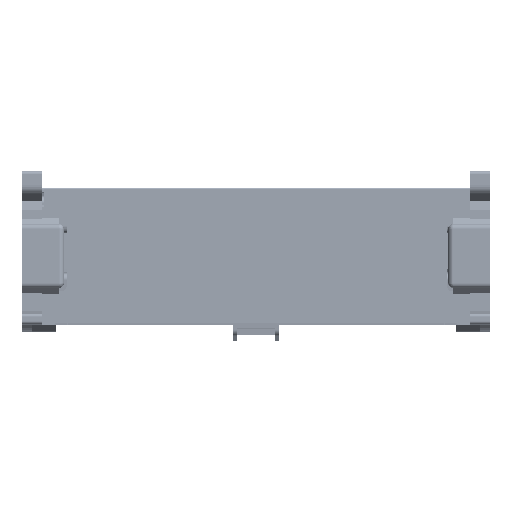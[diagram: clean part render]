
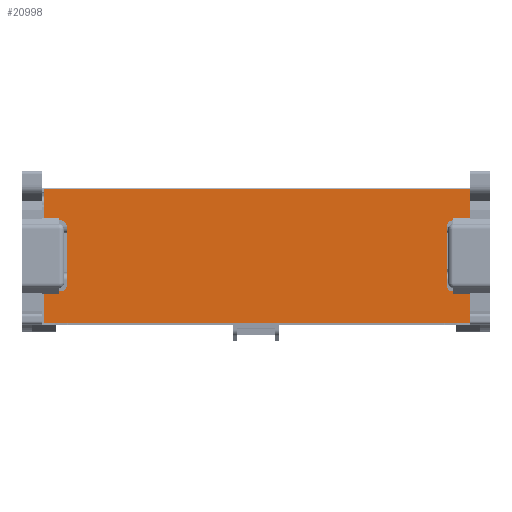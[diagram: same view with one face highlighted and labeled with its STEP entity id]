
A CAD part, front view. The second image highlights one B-rep face of the part: STEP entity #20998.
In plain terms, the highlighted face is planar.
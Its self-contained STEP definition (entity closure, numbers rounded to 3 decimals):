
#366 = EDGE_CURVE ( 'NONE', #28083, #33090, #6133, .T. ) ;
#466 = DIRECTION ( 'NONE',  ( 0., 0., -1. ) ) ;
#748 = AXIS2_PLACEMENT_3D ( 'NONE', #24307, #7458, #1902 ) ;
#774 = CARTESIAN_POINT ( 'NONE',  ( -62.5, 19.5, 0. ) ) ;
#1722 = PLANE ( 'NONE',  #748 ) ;
#1866 = VECTOR ( 'NONE', #2521, 1000. ) ;
#1902 = DIRECTION ( 'NONE',  ( 1., 0., 0. ) ) ;
#2179 = EDGE_CURVE ( 'NONE', #33979, #23994, #18961, .T. ) ;
#2488 = VERTEX_POINT ( 'NONE', #33206 ) ;
#2521 = DIRECTION ( 'NONE',  ( -1., 0., 0. ) ) ;
#2552 = VERTEX_POINT ( 'NONE', #2826 ) ;
#2777 = DIRECTION ( 'NONE',  ( 0., 0., -1. ) ) ;
#2826 = CARTESIAN_POINT ( 'NONE',  ( 62.5, -10.4, 0. ) ) ;
#3121 = DIRECTION ( 'NONE',  ( 0., 0., -1. ) ) ;
#3431 = LINE ( 'NONE', #15078, #25594 ) ;
#3592 = LINE ( 'NONE', #31594, #34572 ) ;
#3824 = CARTESIAN_POINT ( 'NONE',  ( -62.5, -10.4, 0. ) ) ;
#4273 = CARTESIAN_POINT ( 'NONE',  ( 62.5, -19.5, 0. ) ) ;
#4286 = LINE ( 'NONE', #35615, #23679 ) ;
#5028 = ORIENTED_EDGE ( 'NONE', *, *, #366, .F. ) ;
#5035 = LINE ( 'NONE', #19835, #15032 ) ;
#5171 = EDGE_CURVE ( 'NONE', #18955, #13671, #3592, .T. ) ;
#5202 = DIRECTION ( 'NONE',  ( 0., 1., 0. ) ) ;
#5626 = VECTOR ( 'NONE', #33256, 1000. ) ;
#5812 = EDGE_CURVE ( 'NONE', #35395, #21422, #3431, .T. ) ;
#5867 = DIRECTION ( 'NONE',  ( 0., -1., 0. ) ) ;
#5882 = CARTESIAN_POINT ( 'NONE',  ( -57.25, -8.9, 0. ) ) ;
#6133 = CIRCLE ( 'NONE', #30402, 1.5 ) ;
#6185 = VECTOR ( 'NONE', #27364, 1000. ) ;
#6462 = ORIENTED_EDGE ( 'NONE', *, *, #10213, .F. ) ;
#7458 = DIRECTION ( 'NONE',  ( 0., 0., 1. ) ) ;
#8133 = CARTESIAN_POINT ( 'NONE',  ( -55.75, 8.9, 0. ) ) ;
#8293 = VECTOR ( 'NONE', #23189, 1000. ) ;
#8680 = LINE ( 'NONE', #14410, #23335 ) ;
#9167 = AXIS2_PLACEMENT_3D ( 'NONE', #5882, #3121, #25721 ) ;
#10213 = EDGE_CURVE ( 'NONE', #36309, #2552, #5035, .T. ) ;
#10689 = DIRECTION ( 'NONE',  ( -1., 0., 0. ) ) ;
#10832 = EDGE_CURVE ( 'NONE', #16304, #24776, #12708, .T. ) ;
#11066 = CARTESIAN_POINT ( 'NONE',  ( -62.5, -19.5, 0. ) ) ;
#11279 = ORIENTED_EDGE ( 'NONE', *, *, #2179, .F. ) ;
#11371 = EDGE_CURVE ( 'NONE', #24776, #35395, #14939, .T. ) ;
#11551 = CARTESIAN_POINT ( 'NONE',  ( 55.75, 8.9, 0. ) ) ;
#11732 = DIRECTION ( 'NONE',  ( 0., -1., 0. ) ) ;
#12708 = CIRCLE ( 'NONE', #9167, 1.5 ) ;
#13671 = VERTEX_POINT ( 'NONE', #774 ) ;
#14410 = CARTESIAN_POINT ( 'NONE',  ( 62.5, 19.5, 0. ) ) ;
#14518 = CARTESIAN_POINT ( 'NONE',  ( 57.25, 8.9, 0. ) ) ;
#14939 = LINE ( 'NONE', #31480, #15081 ) ;
#15032 = VECTOR ( 'NONE', #5202, 1000. ) ;
#15047 = EDGE_CURVE ( 'NONE', #23994, #28776, #33344, .T. ) ;
#15078 = CARTESIAN_POINT ( 'NONE',  ( -62.5, -10.4, 0. ) ) ;
#15081 = VECTOR ( 'NONE', #28866, 1000. ) ;
#15562 = AXIS2_PLACEMENT_3D ( 'NONE', #14518, #466, #17482 ) ;
#15793 = ORIENTED_EDGE ( 'NONE', *, *, #25611, .F. ) ;
#15827 = ORIENTED_EDGE ( 'NONE', *, *, #10832, .F. ) ;
#16009 = CARTESIAN_POINT ( 'NONE',  ( 62.5, -10.4, 0. ) ) ;
#16074 = ORIENTED_EDGE ( 'NONE', *, *, #17674, .F. ) ;
#16304 = VERTEX_POINT ( 'NONE', #33882 ) ;
#16854 = EDGE_CURVE ( 'NONE', #21422, #36309, #4286, .T. ) ;
#16991 = CARTESIAN_POINT ( 'NONE',  ( 62.5, 19.5, 0. ) ) ;
#17370 = ORIENTED_EDGE ( 'NONE', *, *, #34394, .F. ) ;
#17482 = DIRECTION ( 'NONE',  ( -1., 0., 0. ) ) ;
#17674 = EDGE_CURVE ( 'NONE', #13671, #26046, #22537, .T. ) ;
#17702 = CARTESIAN_POINT ( 'NONE',  ( -57.25, -10.4, 0. ) ) ;
#18345 = DIRECTION ( 'NONE',  ( 1., 0., 0. ) ) ;
#18398 = VECTOR ( 'NONE', #25284, 1000. ) ;
#18488 = ORIENTED_EDGE ( 'NONE', *, *, #21454, .F. ) ;
#18955 = VERTEX_POINT ( 'NONE', #16991 ) ;
#18961 = LINE ( 'NONE', #21382, #5626 ) ;
#19353 = LINE ( 'NONE', #28080, #18398 ) ;
#19774 = ORIENTED_EDGE ( 'NONE', *, *, #16854, .F. ) ;
#19835 = CARTESIAN_POINT ( 'NONE',  ( 62.5, -10.4, 0. ) ) ;
#20014 = CARTESIAN_POINT ( 'NONE',  ( 62.5, 10.4, 0. ) ) ;
#20413 = CARTESIAN_POINT ( 'NONE',  ( -62.5, 10.4, 0. ) ) ;
#20998 = ADVANCED_FACE ( 'NONE', ( #35829 ), #1722, .F. ) ;
#21382 = CARTESIAN_POINT ( 'NONE',  ( 55.75, 8.9, 0. ) ) ;
#21422 = VERTEX_POINT ( 'NONE', #11066 ) ;
#21454 = EDGE_CURVE ( 'NONE', #2488, #33979, #31563, .T. ) ;
#21457 = CARTESIAN_POINT ( 'NONE',  ( -57.25, 8.9, 0. ) ) ;
#22338 = LINE ( 'NONE', #36472, #6185 ) ;
#22537 = LINE ( 'NONE', #31279, #28391 ) ;
#22741 = CARTESIAN_POINT ( 'NONE',  ( 57.25, 10.4, 0. ) ) ;
#22929 = EDGE_CURVE ( 'NONE', #28776, #32873, #22338, .T. ) ;
#23073 = ORIENTED_EDGE ( 'NONE', *, *, #22929, .F. ) ;
#23189 = DIRECTION ( 'NONE',  ( 1., 0., 0. ) ) ;
#23335 = VECTOR ( 'NONE', #25726, 1000. ) ;
#23679 = VECTOR ( 'NONE', #18345, 1000. ) ;
#23736 = CARTESIAN_POINT ( 'NONE',  ( -57.25, 10.4, 0. ) ) ;
#23882 = DIRECTION ( 'NONE',  ( 0., 0., -1. ) ) ;
#23994 = VERTEX_POINT ( 'NONE', #11551 ) ;
#24307 = CARTESIAN_POINT ( 'NONE',  ( -57.25, 8.9, 0. ) ) ;
#24484 = ORIENTED_EDGE ( 'NONE', *, *, #11371, .F. ) ;
#24776 = VERTEX_POINT ( 'NONE', #17702 ) ;
#24893 = EDGE_LOOP ( 'NONE', ( #16074, #26862, #17370, #23073, #35177, #11279, #18488, #33529, #6462, #19774, #29616, #24484, #15827, #32932, #5028, #15793 ) ) ;
#25284 = DIRECTION ( 'NONE',  ( 0., -1., 0. ) ) ;
#25594 = VECTOR ( 'NONE', #11732, 1000. ) ;
#25611 = EDGE_CURVE ( 'NONE', #26046, #28083, #34724, .T. ) ;
#25721 = DIRECTION ( 'NONE',  ( 1., 0., 0. ) ) ;
#25726 = DIRECTION ( 'NONE',  ( 0., 1., 0. ) ) ;
#26046 = VERTEX_POINT ( 'NONE', #32535 ) ;
#26183 = EDGE_CURVE ( 'NONE', #33090, #16304, #19353, .T. ) ;
#26303 = EDGE_CURVE ( 'NONE', #2552, #2488, #27875, .T. ) ;
#26862 = ORIENTED_EDGE ( 'NONE', *, *, #5171, .F. ) ;
#27364 = DIRECTION ( 'NONE',  ( 1., 0., 0. ) ) ;
#27875 = LINE ( 'NONE', #16009, #1866 ) ;
#28080 = CARTESIAN_POINT ( 'NONE',  ( -55.75, 8.9, 0. ) ) ;
#28083 = VERTEX_POINT ( 'NONE', #23736 ) ;
#28391 = VECTOR ( 'NONE', #5867, 1000. ) ;
#28776 = VERTEX_POINT ( 'NONE', #22741 ) ;
#28866 = DIRECTION ( 'NONE',  ( -1., 0., 0. ) ) ;
#29616 = ORIENTED_EDGE ( 'NONE', *, *, #5812, .F. ) ;
#30193 = CARTESIAN_POINT ( 'NONE',  ( 57.25, -8.9, 0. ) ) ;
#30402 = AXIS2_PLACEMENT_3D ( 'NONE', #21457, #23882, #35224 ) ;
#30615 = CARTESIAN_POINT ( 'NONE',  ( 55.75, -8.9, 0. ) ) ;
#31279 = CARTESIAN_POINT ( 'NONE',  ( -62.5, 19.5, 0. ) ) ;
#31407 = DIRECTION ( 'NONE',  ( -1., 0., 0. ) ) ;
#31480 = CARTESIAN_POINT ( 'NONE',  ( -62.5, -10.4, 0. ) ) ;
#31563 = CIRCLE ( 'NONE', #36297, 1.5 ) ;
#31594 = CARTESIAN_POINT ( 'NONE',  ( -62.5, 19.5, 0. ) ) ;
#32535 = CARTESIAN_POINT ( 'NONE',  ( -62.5, 10.4, 0. ) ) ;
#32873 = VERTEX_POINT ( 'NONE', #20014 ) ;
#32932 = ORIENTED_EDGE ( 'NONE', *, *, #26183, .F. ) ;
#33090 = VERTEX_POINT ( 'NONE', #8133 ) ;
#33206 = CARTESIAN_POINT ( 'NONE',  ( 57.25, -10.4, 0. ) ) ;
#33256 = DIRECTION ( 'NONE',  ( 0., 1., 0. ) ) ;
#33344 = CIRCLE ( 'NONE', #15562, 1.5 ) ;
#33529 = ORIENTED_EDGE ( 'NONE', *, *, #26303, .F. ) ;
#33882 = CARTESIAN_POINT ( 'NONE',  ( -55.75, -8.9, 0. ) ) ;
#33979 = VERTEX_POINT ( 'NONE', #30615 ) ;
#34394 = EDGE_CURVE ( 'NONE', #32873, #18955, #8680, .T. ) ;
#34572 = VECTOR ( 'NONE', #31407, 1000. ) ;
#34724 = LINE ( 'NONE', #20413, #8293 ) ;
#35177 = ORIENTED_EDGE ( 'NONE', *, *, #15047, .F. ) ;
#35224 = DIRECTION ( 'NONE',  ( 1., 0., 0. ) ) ;
#35395 = VERTEX_POINT ( 'NONE', #3824 ) ;
#35615 = CARTESIAN_POINT ( 'NONE',  ( -62.5, -19.5, 0. ) ) ;
#35829 = FACE_OUTER_BOUND ( 'NONE', #24893, .T. ) ;
#36297 = AXIS2_PLACEMENT_3D ( 'NONE', #30193, #2777, #10689 ) ;
#36309 = VERTEX_POINT ( 'NONE', #4273 ) ;
#36472 = CARTESIAN_POINT ( 'NONE',  ( 62.5, 10.4, 0. ) ) ;
